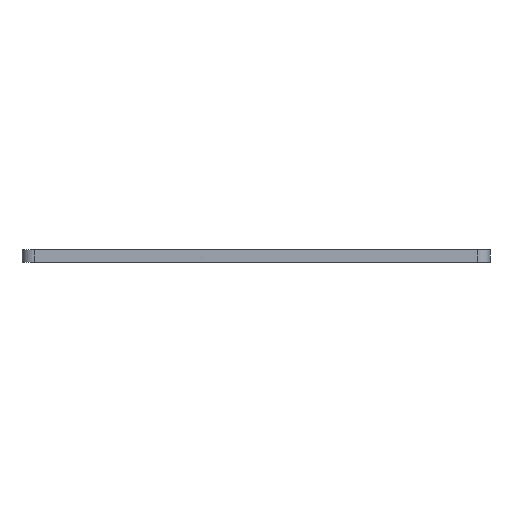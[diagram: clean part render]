
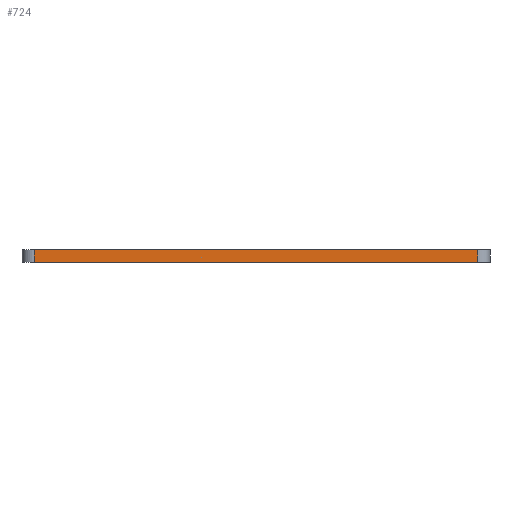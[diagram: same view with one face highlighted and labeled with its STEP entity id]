
A CAD part, left-side view. The second image highlights one B-rep face of the part: STEP entity #724.
In plain terms, the highlighted planar face has unit normal (-1, 0, 0).
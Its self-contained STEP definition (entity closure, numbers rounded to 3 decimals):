
#23 = DIRECTION ( 'NONE',  ( 0., -1., 0. ) ) ;
#34 = CARTESIAN_POINT ( 'NONE',  ( -30.256, -64.178, 3. ) ) ;
#41 = EDGE_CURVE ( 'NONE', #612, #91, #481, .T. ) ;
#72 = EDGE_CURVE ( 'NONE', #196, #91, #433, .T. ) ;
#91 = VERTEX_POINT ( 'NONE', #512 ) ;
#96 = ORIENTED_EDGE ( 'NONE', *, *, #72, .T. ) ;
#99 = VERTEX_POINT ( 'NONE', #447 ) ;
#150 = VECTOR ( 'NONE', #296, 1000. ) ;
#151 = LINE ( 'NONE', #653, #214 ) ;
#196 = VERTEX_POINT ( 'NONE', #450 ) ;
#214 = VECTOR ( 'NONE', #23, 1000. ) ;
#252 = DIRECTION ( 'NONE',  ( 0., 0., 1. ) ) ;
#274 = EDGE_CURVE ( 'NONE', #612, #99, #404, .T. ) ;
#288 = DIRECTION ( 'NONE',  ( 0., 0., -1. ) ) ;
#296 = DIRECTION ( 'NONE',  ( 0., 0., -1. ) ) ;
#351 = VECTOR ( 'NONE', #252, 1000. ) ;
#376 = EDGE_LOOP ( 'NONE', ( #668, #96, #707, #561 ) ) ;
#388 = DIRECTION ( 'NONE',  ( 0., -1., 0. ) ) ;
#404 = LINE ( 'NONE', #406, #150 ) ;
#406 = CARTESIAN_POINT ( 'NONE',  ( -30.256, 44.822, 3. ) ) ;
#416 = EDGE_CURVE ( 'NONE', #99, #196, #151, .T. ) ;
#433 = LINE ( 'NONE', #34, #351 ) ;
#447 = CARTESIAN_POINT ( 'NONE',  ( -30.256, 44.822, 0. ) ) ;
#450 = CARTESIAN_POINT ( 'NONE',  ( -30.256, -64.178, 0. ) ) ;
#462 = DIRECTION ( 'NONE',  ( 1., 0., 0. ) ) ;
#466 = PLANE ( 'NONE',  #610 ) ;
#481 = LINE ( 'NONE', #708, #736 ) ;
#512 = CARTESIAN_POINT ( 'NONE',  ( -30.256, -64.178, 3. ) ) ;
#557 = CARTESIAN_POINT ( 'NONE',  ( -30.256, 44.822, 3. ) ) ;
#561 = ORIENTED_EDGE ( 'NONE', *, *, #274, .T. ) ;
#573 = FACE_OUTER_BOUND ( 'NONE', #376, .T. ) ;
#610 = AXIS2_PLACEMENT_3D ( 'NONE', #698, #462, #288 ) ;
#612 = VERTEX_POINT ( 'NONE', #557 ) ;
#653 = CARTESIAN_POINT ( 'NONE',  ( -30.256, -67.178, 0. ) ) ;
#668 = ORIENTED_EDGE ( 'NONE', *, *, #416, .T. ) ;
#698 = CARTESIAN_POINT ( 'NONE',  ( -30.256, -67.178, 3. ) ) ;
#707 = ORIENTED_EDGE ( 'NONE', *, *, #41, .F. ) ;
#708 = CARTESIAN_POINT ( 'NONE',  ( -30.256, -67.178, 3. ) ) ;
#724 = ADVANCED_FACE ( 'NONE', ( #573 ), #466, .F. ) ;
#736 = VECTOR ( 'NONE', #388, 1000. ) ;
